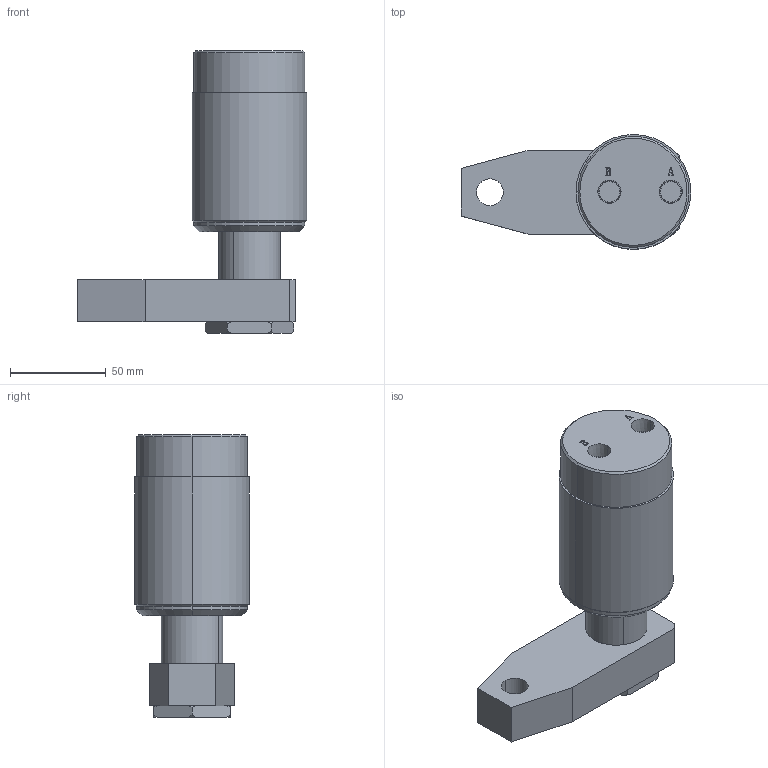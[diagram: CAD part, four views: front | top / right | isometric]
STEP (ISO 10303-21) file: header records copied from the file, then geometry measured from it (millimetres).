
FILE_DESCRIPTION (( 'STEP AP203' ), '1' );
FILE_NAME ('HPS-40DA.STEP', '2020-08-18T06:05:13', ( '微软用户' ), ( '微软中国' ), 'SwSTEP 2.0', 'SolidWorks 2012', '' );
FILE_SCHEMA (( 'CONFIG_CONTROL_DESIGN' ));
Length unit declared in the file: millimetre
Products named in the file (5): HPS-40DA; HPS-40鞠褒蹟譫; HPS-40DC揤旋; HPS-40DC活塞杆; HPS-40DC
Assembly tree (4 placements, depth 2):
  HPS-40DA
    HPS-40DC
    HPS-40DC活塞杆
    HPS-40DC揤旋
    HPS-40鞠褒蹟譫
Bounding box: 120 x 60 x 147.5 mm (x, y, z)
Volume: 359005.1 mm3; surface area: 64914.7 mm2
Topology: 4 solids, 4 shells, 154 faces, 367 edges, 238 vertices
Faces by surface type: plane 72, cone 34, cylinder 30, bspline 16, torus 2
Entity records: 5744 total; most frequent: CARTESIAN_POINT 1702, ORIENTED_EDGE 734, DIRECTION 703, EDGE_CURVE 367, AXIS2_PLACEMENT_3D 247, VERTEX_POINT 238, LINE 209, VECTOR 209
